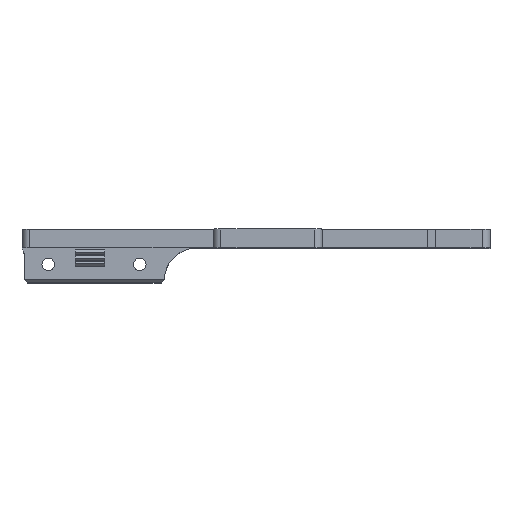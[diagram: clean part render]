
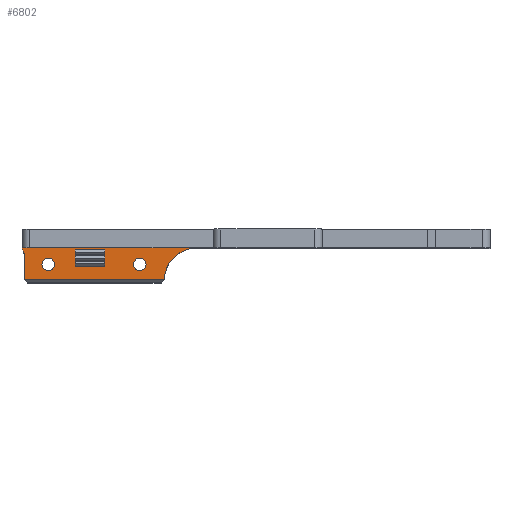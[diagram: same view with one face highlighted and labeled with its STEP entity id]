
A CAD part, top view. The second image highlights one B-rep face of the part: STEP entity #6802.
In plain terms, the highlighted planar face has unit normal (0, 0, 1).
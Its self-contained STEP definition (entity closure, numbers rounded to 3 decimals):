
#118=FACE_BOUND('',#1038,.T.);
#119=FACE_BOUND('',#1039,.T.);
#120=FACE_BOUND('',#1040,.T.);
#121=FACE_BOUND('',#1041,.T.);
#122=FACE_BOUND('',#1042,.T.);
#300=PLANE('',#7309);
#623=FACE_OUTER_BOUND('',#1037,.T.);
#1037=EDGE_LOOP('',(#6019,#6020,#6021,#6022,#6023,#6024,#6025,#6026,#6027));
#1038=EDGE_LOOP('',(#6028,#6029,#6030,#6031));
#1039=EDGE_LOOP('',(#6032,#6033,#6034,#6035));
#1040=EDGE_LOOP('',(#6036,#6037,#6038,#6039));
#1041=EDGE_LOOP('',(#6040));
#1042=EDGE_LOOP('',(#6041));
#1226=LINE('',#9403,#2041);
#1232=LINE('',#9415,#2047);
#1318=LINE('',#9793,#2133);
#1843=LINE('',#10910,#2658);
#1849=LINE('',#10919,#2664);
#1850=LINE('',#10921,#2665);
#1851=LINE('',#10922,#2666);
#1852=LINE('',#10925,#2667);
#1853=LINE('',#10927,#2668);
#1854=LINE('',#10929,#2669);
#1855=LINE('',#10930,#2670);
#1856=LINE('',#10933,#2671);
#1857=LINE('',#10935,#2672);
#1858=LINE('',#10937,#2673);
#1859=LINE('',#10938,#2674);
#1860=LINE('',#10941,#2675);
#1861=LINE('',#10943,#2676);
#1862=LINE('',#10945,#2677);
#1863=LINE('',#10946,#2678);
#2041=VECTOR('',#7513,10.);
#2047=VECTOR('',#7519,10.);
#2133=VECTOR('',#7819,10.);
#2658=VECTOR('',#8880,10.);
#2664=VECTOR('',#8892,10.);
#2665=VECTOR('',#8895,10.);
#2666=VECTOR('',#8896,10.);
#2667=VECTOR('',#8897,10.);
#2668=VECTOR('',#8898,10.);
#2669=VECTOR('',#8899,10.);
#2670=VECTOR('',#8900,10.);
#2671=VECTOR('',#8901,10.);
#2672=VECTOR('',#8902,10.);
#2673=VECTOR('',#8903,10.);
#2674=VECTOR('',#8904,10.);
#2675=VECTOR('',#8905,10.);
#2676=VECTOR('',#8906,10.);
#2677=VECTOR('',#8907,10.);
#2678=VECTOR('',#8908,10.);
#2799=CIRCLE('',#6920,4.);
#2854=CIRCLE('',#6979,8.5);
#2950=CIRCLE('',#7310,1.6);
#2951=CIRCLE('',#7311,1.6);
#2956=VERTEX_POINT('',#9267);
#2957=VERTEX_POINT('',#9269);
#3022=VERTEX_POINT('',#9402);
#3027=VERTEX_POINT('',#9412);
#3028=VERTEX_POINT('',#9414);
#3090=VERTEX_POINT('',#9540);
#3212=VERTEX_POINT('',#9790);
#3213=VERTEX_POINT('',#9792);
#3537=VERTEX_POINT('',#10909);
#3538=VERTEX_POINT('',#10923);
#3539=VERTEX_POINT('',#10924);
#3540=VERTEX_POINT('',#10926);
#3541=VERTEX_POINT('',#10928);
#3542=VERTEX_POINT('',#10931);
#3543=VERTEX_POINT('',#10932);
#3544=VERTEX_POINT('',#10934);
#3545=VERTEX_POINT('',#10936);
#3546=VERTEX_POINT('',#10939);
#3547=VERTEX_POINT('',#10940);
#3548=VERTEX_POINT('',#10942);
#3549=VERTEX_POINT('',#10944);
#3550=VERTEX_POINT('',#10947);
#3551=VERTEX_POINT('',#10949);
#3590=EDGE_CURVE('',#2957,#2956,#2799,.F.);
#3657=EDGE_CURVE('',#2957,#3022,#1226,.T.);
#3663=EDGE_CURVE('',#3027,#3028,#1232,.T.);
#3726=EDGE_CURVE('',#3028,#3090,#2854,.T.);
#3852=EDGE_CURVE('',#3212,#3213,#1318,.T.);
#4417=EDGE_CURVE('',#3090,#3537,#1843,.T.);
#4423=EDGE_CURVE('',#2956,#3537,#1849,.T.);
#4424=EDGE_CURVE('',#3027,#3213,#1850,.T.);
#4425=EDGE_CURVE('',#3022,#3212,#1851,.T.);
#4426=EDGE_CURVE('',#3538,#3539,#1852,.T.);
#4427=EDGE_CURVE('',#3539,#3540,#1853,.T.);
#4428=EDGE_CURVE('',#3540,#3541,#1854,.T.);
#4429=EDGE_CURVE('',#3541,#3538,#1855,.T.);
#4430=EDGE_CURVE('',#3542,#3543,#1856,.T.);
#4431=EDGE_CURVE('',#3543,#3544,#1857,.T.);
#4432=EDGE_CURVE('',#3544,#3545,#1858,.T.);
#4433=EDGE_CURVE('',#3545,#3542,#1859,.T.);
#4434=EDGE_CURVE('',#3546,#3547,#1860,.T.);
#4435=EDGE_CURVE('',#3547,#3548,#1861,.T.);
#4436=EDGE_CURVE('',#3548,#3549,#1862,.T.);
#4437=EDGE_CURVE('',#3549,#3546,#1863,.T.);
#4438=EDGE_CURVE('',#3550,#3550,#2950,.T.);
#4439=EDGE_CURVE('',#3551,#3551,#2951,.T.);
#6019=ORIENTED_EDGE('',*,*,#4417,.F.);
#6020=ORIENTED_EDGE('',*,*,#3726,.F.);
#6021=ORIENTED_EDGE('',*,*,#3663,.F.);
#6022=ORIENTED_EDGE('',*,*,#4424,.T.);
#6023=ORIENTED_EDGE('',*,*,#3852,.F.);
#6024=ORIENTED_EDGE('',*,*,#4425,.F.);
#6025=ORIENTED_EDGE('',*,*,#3657,.F.);
#6026=ORIENTED_EDGE('',*,*,#3590,.T.);
#6027=ORIENTED_EDGE('',*,*,#4423,.T.);
#6028=ORIENTED_EDGE('',*,*,#4426,.T.);
#6029=ORIENTED_EDGE('',*,*,#4427,.T.);
#6030=ORIENTED_EDGE('',*,*,#4428,.T.);
#6031=ORIENTED_EDGE('',*,*,#4429,.T.);
#6032=ORIENTED_EDGE('',*,*,#4430,.T.);
#6033=ORIENTED_EDGE('',*,*,#4431,.T.);
#6034=ORIENTED_EDGE('',*,*,#4432,.T.);
#6035=ORIENTED_EDGE('',*,*,#4433,.T.);
#6036=ORIENTED_EDGE('',*,*,#4434,.T.);
#6037=ORIENTED_EDGE('',*,*,#4435,.T.);
#6038=ORIENTED_EDGE('',*,*,#4436,.T.);
#6039=ORIENTED_EDGE('',*,*,#4437,.T.);
#6040=ORIENTED_EDGE('',*,*,#4438,.T.);
#6041=ORIENTED_EDGE('',*,*,#4439,.T.);
#6802=ADVANCED_FACE('',(#623,#118,#119,#120,#121,#122),#300,.F.);
#6920=AXIS2_PLACEMENT_3D('',#9270,#7434,#7435);
#6979=AXIS2_PLACEMENT_3D('',#9541,#7631,#7632);
#7309=AXIS2_PLACEMENT_3D('',#10920,#8893,#8894);
#7310=AXIS2_PLACEMENT_3D('',#10948,#8909,#8910);
#7311=AXIS2_PLACEMENT_3D('',#10950,#8911,#8912);
#7434=DIRECTION('center_axis',(0.,0.,1.));
#7435=DIRECTION('ref_axis',(0.862,0.507,0.));
#7513=DIRECTION('',(1.,0.,0.));
#7519=DIRECTION('',(1.,0.,0.));
#7631=DIRECTION('center_axis',(0.,0.,1.));
#7632=DIRECTION('ref_axis',(-0.999,0.035,0.));
#7819=DIRECTION('',(1.,0.,0.));
#8880=DIRECTION('',(-1.,0.,0.));
#8892=DIRECTION('',(0.,-1.,0.));
#8893=DIRECTION('center_axis',(0.,0.,-1.));
#8894=DIRECTION('ref_axis',(-1.,0.,0.));
#8895=DIRECTION('',(0.,1.,0.));
#8896=DIRECTION('',(0.,1.,0.));
#8897=DIRECTION('',(0.,1.,0.));
#8898=DIRECTION('',(1.,0.,0.));
#8899=DIRECTION('',(0.,-1.,0.));
#8900=DIRECTION('',(-1.,0.,0.));
#8901=DIRECTION('',(0.,1.,0.));
#8902=DIRECTION('',(1.,0.,0.));
#8903=DIRECTION('',(0.,-1.,0.));
#8904=DIRECTION('',(-1.,0.,0.));
#8905=DIRECTION('',(0.,1.,0.));
#8906=DIRECTION('',(1.,0.,0.));
#8907=DIRECTION('',(0.,-1.,0.));
#8908=DIRECTION('',(-1.,0.,0.));
#8909=DIRECTION('center_axis',(0.,0.,-1.));
#8910=DIRECTION('ref_axis',(1.,0.,0.));
#8911=DIRECTION('center_axis',(0.,0.,-1.));
#8912=DIRECTION('ref_axis',(1.,0.,0.));
#9267=CARTESIAN_POINT('',(2.857,-2.028,-18.56));
#9269=CARTESIAN_POINT('',(2.305,0.,-18.56));
#9270=CARTESIAN_POINT('Origin',(-1.143,-2.028,-18.56));
#9402=CARTESIAN_POINT('',(12.857,0.,-18.56));
#9403=CARTESIAN_POINT('',(44.281,0.,-18.56));
#9412=CARTESIAN_POINT('',(26.257,0.,-18.56));
#9414=CARTESIAN_POINT('',(47.252,0.,-18.56));
#9415=CARTESIAN_POINT('',(44.281,0.,-18.56));
#9540=CARTESIAN_POINT('',(38.757,-8.2,-18.56));
#9541=CARTESIAN_POINT('Origin',(47.252,-8.5,-18.56));
#9790=CARTESIAN_POINT('',(12.857,4.8,-18.56));
#9792=CARTESIAN_POINT('',(26.257,4.8,-18.56));
#9793=CARTESIAN_POINT('',(44.281,4.8,-18.56));
#10909=CARTESIAN_POINT('',(2.857,-8.2,-18.56));
#10910=CARTESIAN_POINT('',(23.532,-8.2,-18.56));
#10919=CARTESIAN_POINT('',(2.857,0.,-18.56));
#10920=CARTESIAN_POINT('Origin',(26.257,0.,-18.56));
#10921=CARTESIAN_POINT('',(26.257,0.,-18.56));
#10922=CARTESIAN_POINT('',(12.857,0.,-18.56));
#10923=CARTESIAN_POINT('',(16.,-4.7,-18.56));
#10924=CARTESIAN_POINT('',(16.,-3.5,-18.56));
#10925=CARTESIAN_POINT('',(16.,-1.75,-18.56));
#10926=CARTESIAN_POINT('',(23.5,-3.5,-18.56));
#10927=CARTESIAN_POINT('',(24.879,-3.5,-18.56));
#10928=CARTESIAN_POINT('',(23.5,-4.7,-18.56));
#10929=CARTESIAN_POINT('',(23.5,-2.35,-18.56));
#10930=CARTESIAN_POINT('',(21.129,-4.7,-18.56));
#10931=CARTESIAN_POINT('',(16.,-3.2,-18.56));
#10932=CARTESIAN_POINT('',(16.,-2.,-18.56));
#10933=CARTESIAN_POINT('',(16.,-1.,-18.56));
#10934=CARTESIAN_POINT('',(23.5,-2.,-18.56));
#10935=CARTESIAN_POINT('',(24.879,-2.,-18.56));
#10936=CARTESIAN_POINT('',(23.5,-3.2,-18.56));
#10937=CARTESIAN_POINT('',(23.5,-1.6,-18.56));
#10938=CARTESIAN_POINT('',(21.129,-3.2,-18.56));
#10939=CARTESIAN_POINT('',(16.,-1.7,-18.56));
#10940=CARTESIAN_POINT('',(16.,-0.5,-18.56));
#10941=CARTESIAN_POINT('',(16.,-0.25,-18.56));
#10942=CARTESIAN_POINT('',(23.5,-0.5,-18.56));
#10943=CARTESIAN_POINT('',(24.879,-0.5,-18.56));
#10944=CARTESIAN_POINT('',(23.5,-1.7,-18.56));
#10945=CARTESIAN_POINT('',(23.5,-0.85,-18.56));
#10946=CARTESIAN_POINT('',(21.129,-1.7,-18.56));
#10947=CARTESIAN_POINT('',(30.91,-4.2,-18.56));
#10948=CARTESIAN_POINT('Origin',(32.51,-4.2,-18.56));
#10949=CARTESIAN_POINT('',(7.41,-4.2,-18.56));
#10950=CARTESIAN_POINT('Origin',(9.01,-4.2,-18.56));
